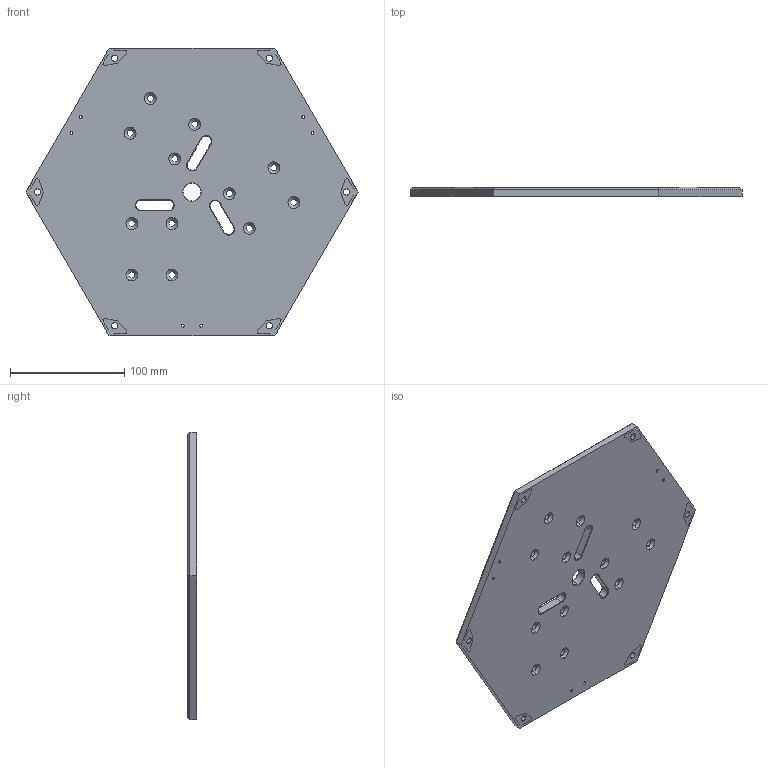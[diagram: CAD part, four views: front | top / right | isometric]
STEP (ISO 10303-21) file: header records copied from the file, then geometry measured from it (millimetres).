
FILE_DESCRIPTION (( 'STEP AP214' ), '1' );
FILE_NAME ('base_plate_simple.STEP', '2018-04-09T16:41:22', ( '' ), ( '' ), 'SwSTEP 2.0', 'SolidWorks 2015', '' );
FILE_SCHEMA (( 'AUTOMOTIVE_DESIGN' ));
Length unit declared in the file: millimetre
Products named in the file (1): base_plate_simple
Bounding box: 290 x 8 x 251.15 mm (x, y, z)
Volume: 422203.6 mm3; surface area: 116846.7 mm2
Topology: 1 solids, 1 shells, 155 faces, 432 edges, 282 vertices
Faces by surface type: cylinder 58, cone 56, plane 41
Entity records: 5294 total; most frequent: DIRECTION 918, CARTESIAN_POINT 870, ORIENTED_EDGE 864, EDGE_CURVE 432, AXIS2_PLACEMENT_3D 330, VERTEX_POINT 282, VECTOR 258, LINE 258
